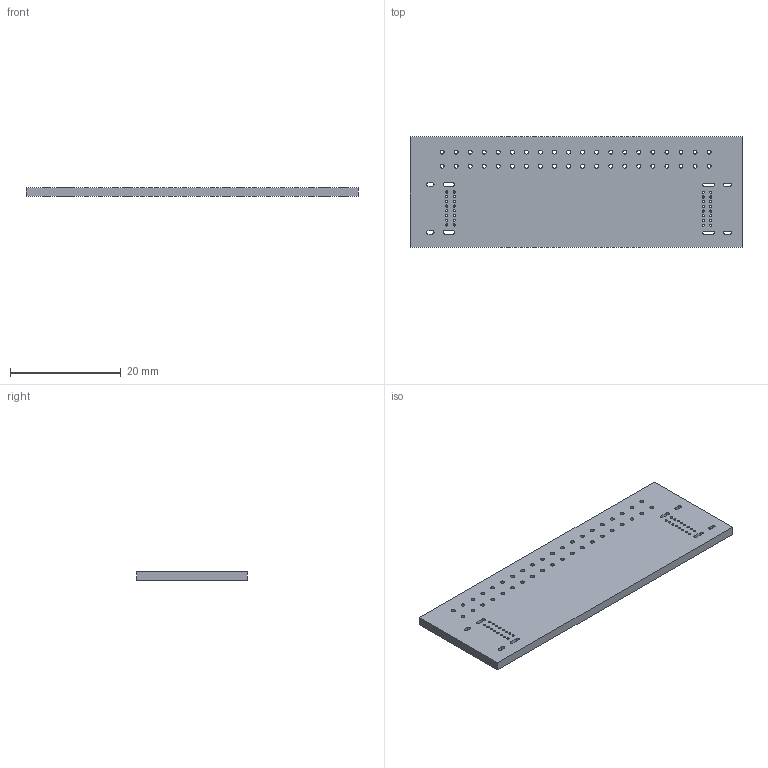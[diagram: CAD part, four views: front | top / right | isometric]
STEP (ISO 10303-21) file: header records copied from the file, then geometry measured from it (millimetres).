
FILE_DESCRIPTION(('KiCad electronic assembly'),'2;1');
FILE_NAME('autokit-hat.step','2022-01-27T10:56:38',('Pcbnew'),('Kicad'), 'Open CASCADE STEP processor 7.5','KiCad to STEP converter','Unknown' );
FILE_SCHEMA(('AUTOMOTIVE_DESIGN { 1 0 10303 214 1 1 1 1 }'));
Length unit declared in the file: millimetre
Products named in the file (2): autokit-hat 1; autokit-hat PCB
Assembly tree (1 placements, depth 2):
  autokit-hat 1
    autokit-hat PCB
Bounding box: 60 x 20 x 1.6 mm (x, y, z)
Volume: 1875.8 mm3; surface area: 2861.4 mm2
Topology: 1 solids, 1 shells, 110 faces, 324 edges, 216 vertices
Faces by surface type: cylinder 88, plane 22
Full cylindrical faces by diameter (mm): 0.4 x32, 0.71 x40
Entity records: 8871 total; most frequent: CARTESIAN_POINT 2356, DIRECTION 1196, ORIENTED_EDGE 648, PCURVE 648, DEFINITIONAL_REPRESENTATION 648, LINE 620, VECTOR 620, EDGE_CURVE 324
